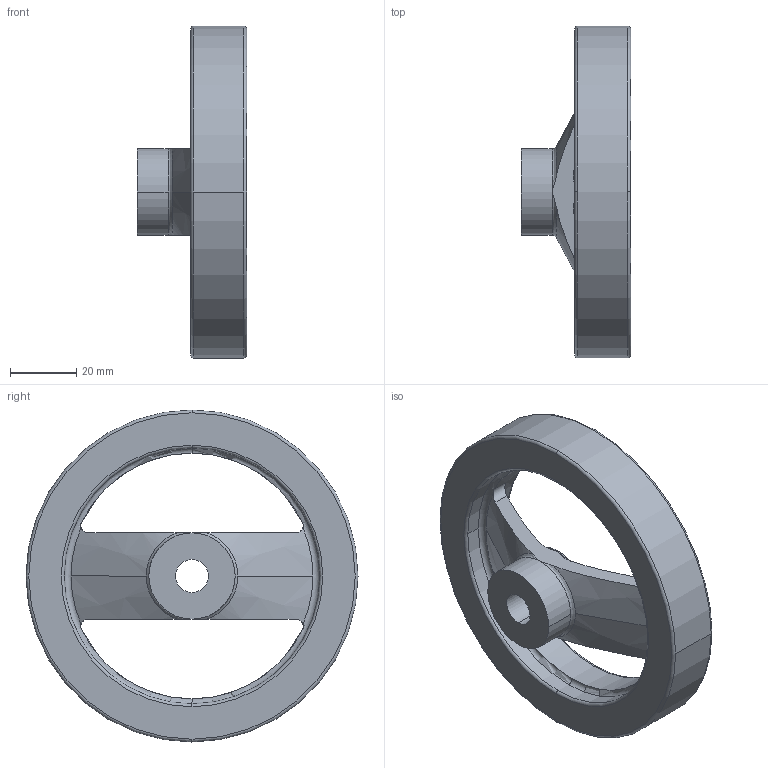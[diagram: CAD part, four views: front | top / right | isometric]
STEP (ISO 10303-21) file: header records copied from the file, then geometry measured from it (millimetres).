
FILE_DESCRIPTION( ( '' ), '1' );
FILE_NAME( 'K0162.0100X10_ohne Zylindergriff, Nabe ohne Nut.stp', '2012-10-29T09:44:25', ( '' ), ( '' ), ' ', ' ', ' ' );
FILE_SCHEMA( ( 'CONFIG_CONTROL_DESIGN' ) );
Length unit declared in the file: millimetre
Products named in the file (1): 1
Bounding box: 33 x 100 x 100 mm (x, y, z)
Volume: 71935.7 mm3; surface area: 21627.8 mm2
Topology: 1 solids, 1 shells, 44 faces, 130 edges, 86 vertices
Faces by surface type: cylinder 16, torus 14, cone 8, plane 6
Entity records: 1796 total; most frequent: CARTESIAN_POINT 549, DIRECTION 270, ORIENTED_EDGE 260, EDGE_CURVE 130, AXIS2_PLACEMENT_3D 123, VERTEX_POINT 86, CIRCLE 78, EDGE_LOOP 48
